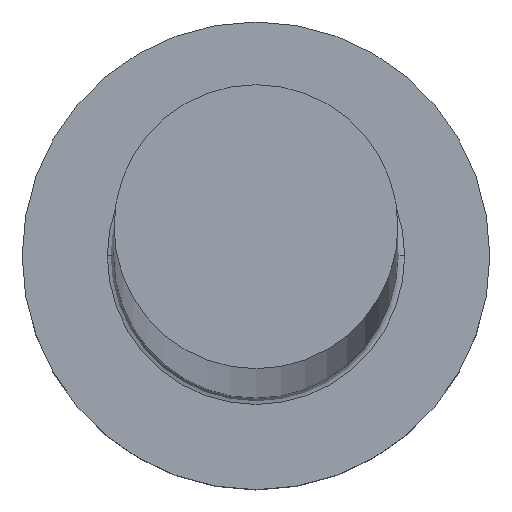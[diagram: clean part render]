
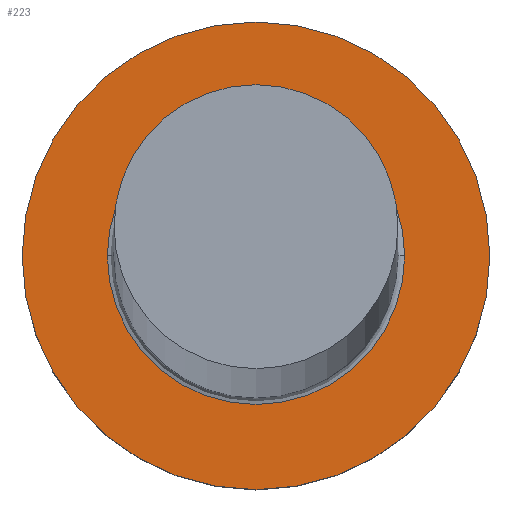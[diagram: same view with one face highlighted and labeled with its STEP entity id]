
A CAD part, top view. The second image highlights one B-rep face of the part: STEP entity #223.
In plain terms, the highlighted planar face has unit normal (0, 0, 1).
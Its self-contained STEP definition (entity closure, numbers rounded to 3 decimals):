
#12 = CARTESIAN_POINT ( 'NONE',  ( 7., 0., 5. ) ) ;
#23 = AXIS2_PLACEMENT_3D ( 'NONE', #87, #284, #38 ) ;
#24 = ORIENTED_EDGE ( 'NONE', *, *, #140, .T. ) ;
#38 = DIRECTION ( 'NONE',  ( 1., 0., 0. ) ) ;
#56 = CARTESIAN_POINT ( 'NONE',  ( 0., 0., 5. ) ) ;
#60 = PLANE ( 'NONE',  #220 ) ;
#69 = EDGE_CURVE ( 'NONE', #194, #85, #224, .T. ) ;
#81 = ORIENTED_EDGE ( 'NONE', *, *, #69, .T. ) ;
#82 = AXIS2_PLACEMENT_3D ( 'NONE', #83, #282, #191 ) ;
#83 = CARTESIAN_POINT ( 'NONE',  ( 0., 0., 5. ) ) ;
#85 = VERTEX_POINT ( 'NONE', #134 ) ;
#87 = CARTESIAN_POINT ( 'NONE',  ( 0., 0., 5. ) ) ;
#89 = FACE_BOUND ( 'NONE', #184, .T. ) ;
#104 = CIRCLE ( 'NONE', #144, 7. ) ;
#108 = CARTESIAN_POINT ( 'NONE',  ( 4.45, 0., 5. ) ) ;
#110 = CARTESIAN_POINT ( 'NONE',  ( 0., 0., 5. ) ) ;
#114 = CARTESIAN_POINT ( 'NONE',  ( -7., 0., 5. ) ) ;
#119 = EDGE_LOOP ( 'NONE', ( #146, #24 ) ) ;
#123 = VERTEX_POINT ( 'NONE', #114 ) ;
#134 = CARTESIAN_POINT ( 'NONE',  ( -4.45, 0., 5. ) ) ;
#139 = DIRECTION ( 'NONE',  ( 0., 0., -1. ) ) ;
#140 = EDGE_CURVE ( 'NONE', #248, #123, #161, .T. ) ;
#144 = AXIS2_PLACEMENT_3D ( 'NONE', #56, #200, #290 ) ;
#146 = ORIENTED_EDGE ( 'NONE', *, *, #294, .T. ) ;
#148 = AXIS2_PLACEMENT_3D ( 'NONE', #255, #139, #212 ) ;
#161 = CIRCLE ( 'NONE', #23, 7. ) ;
#167 = EDGE_CURVE ( 'NONE', #85, #194, #280, .T. ) ;
#183 = DIRECTION ( 'NONE',  ( 1., 0., 0. ) ) ;
#184 = EDGE_LOOP ( 'NONE', ( #81, #265 ) ) ;
#191 = DIRECTION ( 'NONE',  ( 1., 0., 0. ) ) ;
#194 = VERTEX_POINT ( 'NONE', #108 ) ;
#200 = DIRECTION ( 'NONE',  ( 0., 0., 1. ) ) ;
#205 = DIRECTION ( 'NONE',  ( 0., 0., 1. ) ) ;
#212 = DIRECTION ( 'NONE',  ( 1., 0., 0. ) ) ;
#220 = AXIS2_PLACEMENT_3D ( 'NONE', #110, #205, #183 ) ;
#223 = ADVANCED_FACE ( 'NONE', ( #89, #258 ), #60, .T. ) ;
#224 = CIRCLE ( 'NONE', #148, 4.45 ) ;
#248 = VERTEX_POINT ( 'NONE', #12 ) ;
#255 = CARTESIAN_POINT ( 'NONE',  ( 0., 0., 5. ) ) ;
#258 = FACE_OUTER_BOUND ( 'NONE', #119, .T. ) ;
#265 = ORIENTED_EDGE ( 'NONE', *, *, #167, .T. ) ;
#280 = CIRCLE ( 'NONE', #82, 4.45 ) ;
#282 = DIRECTION ( 'NONE',  ( 0., 0., -1. ) ) ;
#284 = DIRECTION ( 'NONE',  ( 0., 0., 1. ) ) ;
#290 = DIRECTION ( 'NONE',  ( 1., 0., 0. ) ) ;
#294 = EDGE_CURVE ( 'NONE', #123, #248, #104, .T. ) ;
